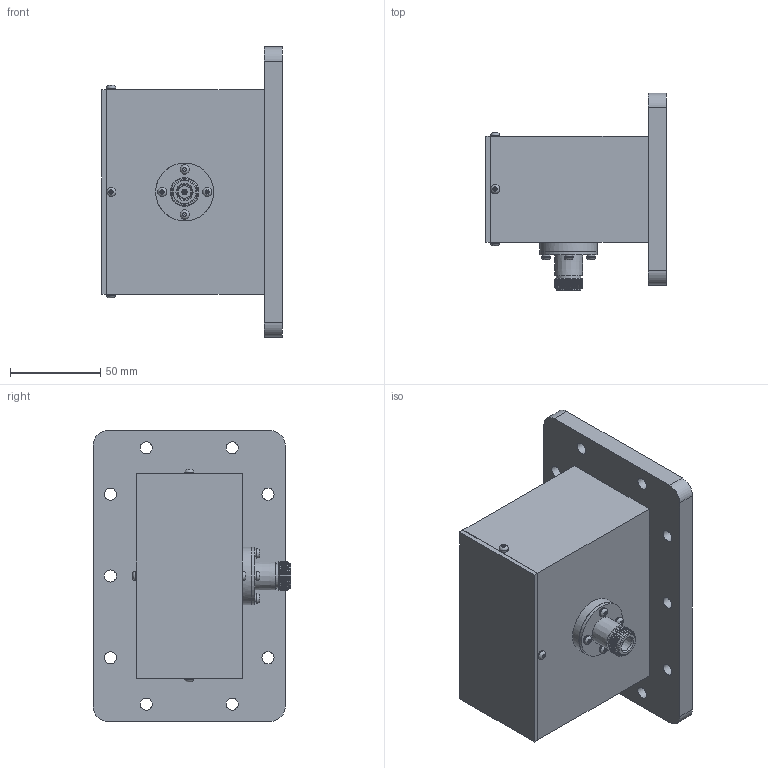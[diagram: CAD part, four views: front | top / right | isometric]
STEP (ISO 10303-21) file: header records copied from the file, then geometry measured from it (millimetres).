
FILE_DESCRIPTION (( 'STEP AP214' ), '1' );
FILE_NAME ('FMWCA1079_3D.STEP', '2020-05-19T20:05:35', ( '' ), ( '' ), 'SwSTEP 2.0', 'SolidWorks 2018', '' );
FILE_SCHEMA (( 'AUTOMOTIVE_DESIGN' ));
Length unit declared in the file: inch
Products named in the file (1): FMWCA1079_3D
Bounding box: 100 x 109.55 x 161.1 mm (x, y, z)
Volume: 189915.1 mm3; surface area: 106982.2 mm2
Topology: 1 solids, 1 shells, 246 faces, 645 edges, 412 vertices
Faces by surface type: plane 166, cone 46, cylinder 26, torus 8
Full cylindrical faces by diameter (mm): 4.429 x4, 5.08 x8, 6.714 x10
Entity records: 7315 total; most frequent: CARTESIAN_POINT 1714, ORIENTED_EDGE 1100, DIRECTION 1068, EDGE_CURVE 550, VERTEX_POINT 394, AXIS2_PLACEMENT_3D 372, EDGE_LOOP 354, LINE 324
